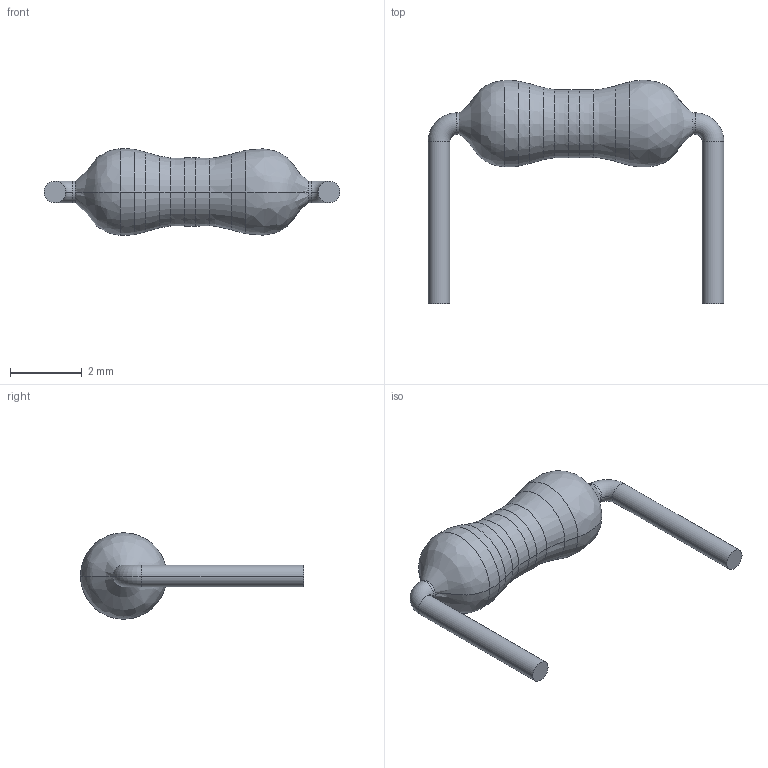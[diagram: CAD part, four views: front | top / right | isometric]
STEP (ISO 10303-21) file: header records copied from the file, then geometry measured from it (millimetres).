
FILE_DESCRIPTION (( 'STEP AP214' ), '1' );
FILE_NAME ('BB383EEB-F9E1-4A8B-BC8D-3F0F8198371B.STEP', '2022-09-26T05:12:01', ( '' ), ( '' ), 'SwSTEP 2.0', 'SolidWorks 2022', '' );
FILE_SCHEMA (( 'AUTOMOTIVE_DESIGN' ));
Length unit declared in the file: millimetre
Products named in the file (1): BB383EEB-F9E1-4A8B-BC8D-3F0F8198371B
Bounding box: 8.22 x 6.2 x 2.41 mm (x, y, z)
Volume: 23.6 mm3; surface area: 64.2 mm2
Topology: 1 solids, 1 shells, 36 faces, 78 edges, 44 vertices
Faces by surface type: bspline 22, cylinder 8, torus 4, plane 2
Entity records: 1686 total; most frequent: CARTESIAN_POINT 635, ORIENTED_EDGE 156, DIRECTION 134, EDGE_CURVE 78, AXIS2_PLACEMENT_3D 63, CIRCLE 48, VERTEX_POINT 44, EDGE_LOOP 36
